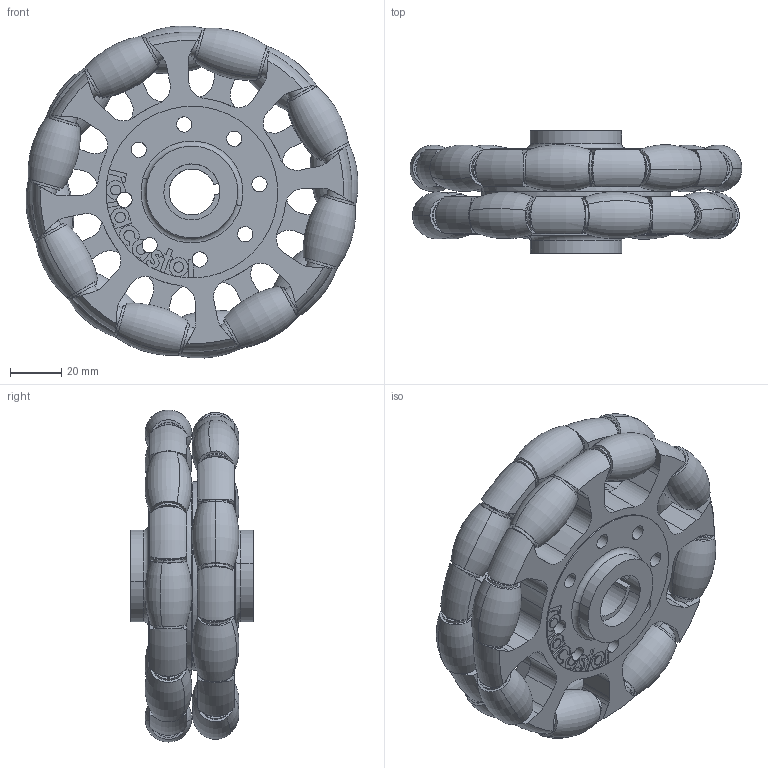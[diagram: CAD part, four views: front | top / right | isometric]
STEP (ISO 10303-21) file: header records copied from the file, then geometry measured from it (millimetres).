
FILE_DESCRIPTION (( 'STEP AP203' ), '1' );
FILE_NAME ('wheel.STEP', '2020-03-05T10:27:08', ( '' ), ( '' ), 'SwSTEP 2.0', 'SolidWorks 2019', '' );
FILE_SCHEMA (( 'CONFIG_CONTROL_DESIGN' ));
Length unit declared in the file: millimetre
Products named in the file (2): wheel
Bounding box: 130.14 x 48 x 130.15 mm (x, y, z)
Volume: 296191.3 mm3; surface area: 106297.2 mm2
Topology: 18 solids, 18 shells, 586 faces, 1613 edges, 1074 vertices
Faces by surface type: cylinder 257, plane 218, bspline 59, torus 52
Entity records: 23166 total; most frequent: CARTESIAN_POINT 8054, ORIENTED_EDGE 3226, DIRECTION 3031, EDGE_CURVE 1613, AXIS2_PLACEMENT_3D 1167, VERTEX_POINT 1074, LINE 697, EDGE_LOOP 697
